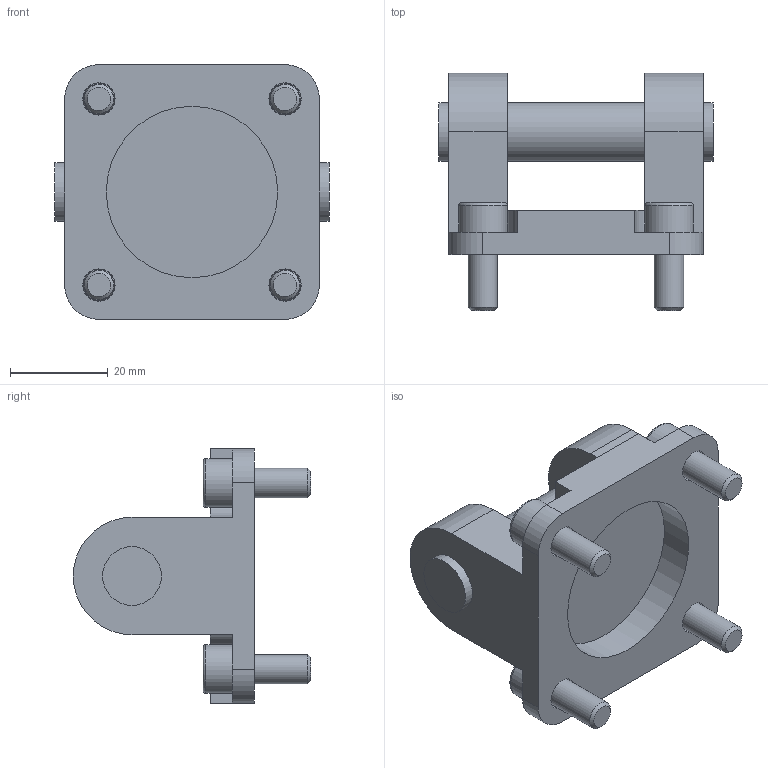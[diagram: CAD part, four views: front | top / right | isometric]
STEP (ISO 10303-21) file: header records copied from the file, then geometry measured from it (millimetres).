
FILE_DESCRIPTION(/* description */ ('Alibre Inc.'),/* implementation_level */ '2;1');
FILE_NAME(/* name */ 'export-23E05A66-FB35-44FB-827D-EC5B16F7D251',/* time_stamp */ '2021-10-01T11:25:50+02:00',/* author */ (''),/* organization */ (''),/* preprocessor_version */ 'ST-DEVELOPER v17',/* originating_system */ 'Alibre',/* authorisation */ '');
FILE_SCHEMA (('AUTOMOTIVE_DESIGN'));
Length unit declared in the file: millimetre
Products named in the file (3): _W0950402003-40-FH; HI_Cylinder head screw DIN 912 M6x16; W0950402003-40
Bounding box: 56 x 48.5 x 52 mm (x, y, z)
Volume: 35099.5 mm3; surface area: 15196.6 mm2
Topology: 5 solids, 5 shells, 137 faces, 348 edges, 228 vertices
Faces by surface type: plane 83, cylinder 26, cone 16, torus 12
Full cylindrical faces by diameter (mm): 6 x4, 6.6 x4, 10 x4, 12 x3, 35 x1
Entity records: 2203 total; most frequent: CARTESIAN_POINT 377, ORIENTED_EDGE 358, DIRECTION 329, EDGE_CURVE 179, AXIS2_PLACEMENT_3D 137, VERTEX_POINT 123, VECTOR 96, LINE 96
